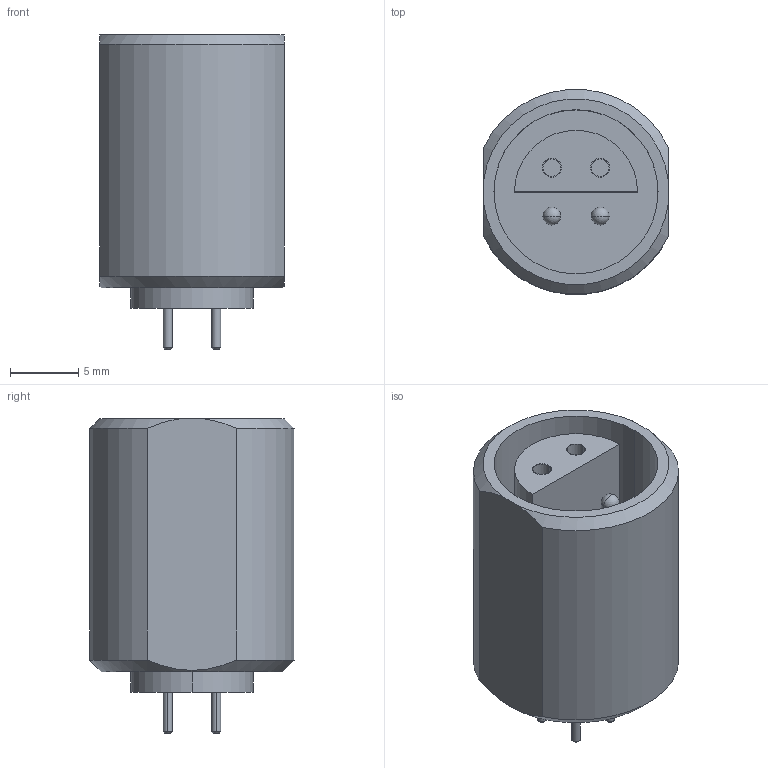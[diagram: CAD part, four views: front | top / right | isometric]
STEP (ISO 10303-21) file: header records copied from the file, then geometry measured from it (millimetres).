
FILE_DESCRIPTION((''),'2;1');
FILE_NAME('LEMO_ECP.2S.304.CLN_Part1.stp','2013-03-20T13:17:01',(''),(''),'Mechanical Desktop 2011','Mechanical Desktop 2011',', , ');
FILE_SCHEMA(('AUTOMOTIVE_DESIGN { 1 2 10303 214 1 1 1 1 }'));
Length unit declared in the file: millimetre
Products named in the file (1): Product
Bounding box: 13.5 x 14.94 x 23 mm (x, y, z)
Volume: 2388.3 mm3; surface area: 2322.8 mm2
Topology: 11 solids, 11 shells, 71 faces, 138 edges, 86 vertices
Faces by surface type: cylinder 29, plane 24, cone 8, bspline 6, sphere 4
Entity records: 1943 total; most frequent: CARTESIAN_POINT 412, DIRECTION 336, ORIENTED_EDGE 268, AXIS2_PLACEMENT_3D 144, EDGE_CURVE 134, VERTEX_POINT 86, EDGE_LOOP 80, CIRCLE 78
